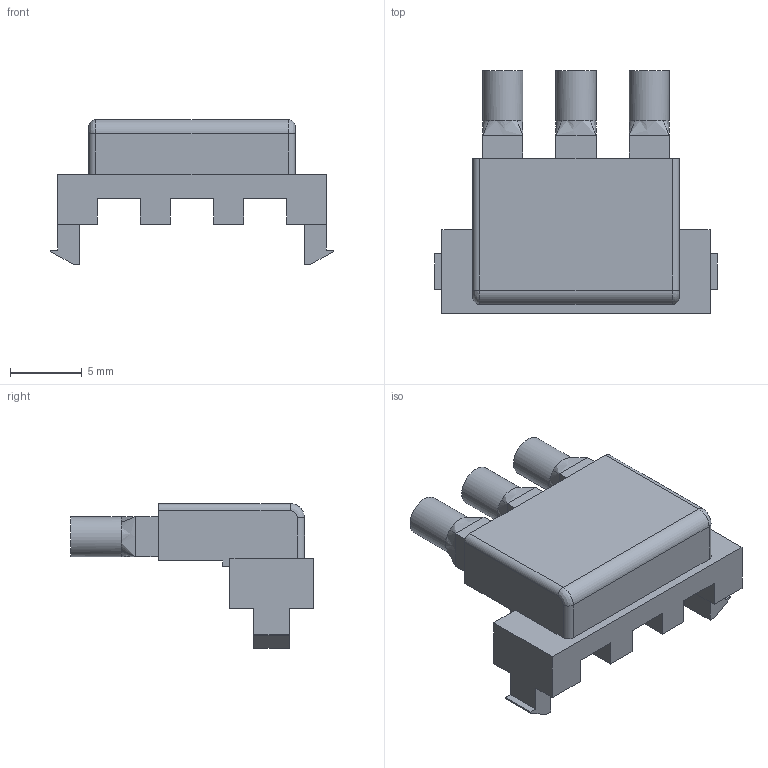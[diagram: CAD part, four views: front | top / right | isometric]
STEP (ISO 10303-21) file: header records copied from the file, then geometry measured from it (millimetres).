
FILE_DESCRIPTION(/* description */ (''),/* implementation_level */ '2;1');
FILE_NAME(/* name */ 'RLP3-200-500 v1.step',/* time_stamp */ '2022-08-02T10:36:32-04:00',/* author */ (''),/* organization */ (''),/* preprocessor_version */ 'ST-DEVELOPER v19',/* originating_system */ 'Autodesk Translation Framework v11.7.0.108',/* authorisation */ '');
FILE_SCHEMA (('AUTOMOTIVE_DESIGN { 1 0 10303 214 3 1 1 }'));
Length unit declared in the file: millimetre
Products named in the file (1): RLP3-200-500
Bounding box: 19.7 x 16.9 x 10.1 mm (x, y, z)
Volume: 999.9 mm3; surface area: 956.6 mm2
Topology: 1 solids, 1 shells, 77 faces, 221 edges, 149 vertices
Faces by surface type: plane 55, bspline 14, cylinder 8
Full cylindrical faces by diameter (mm): 2.8 x3
Entity records: 2754 total; most frequent: CARTESIAN_POINT 692, ORIENTED_EDGE 442, DIRECTION 388, EDGE_CURVE 221, LINE 182, VECTOR 182, VERTEX_POINT 149, AXIS2_PLACEMENT_3D 103
